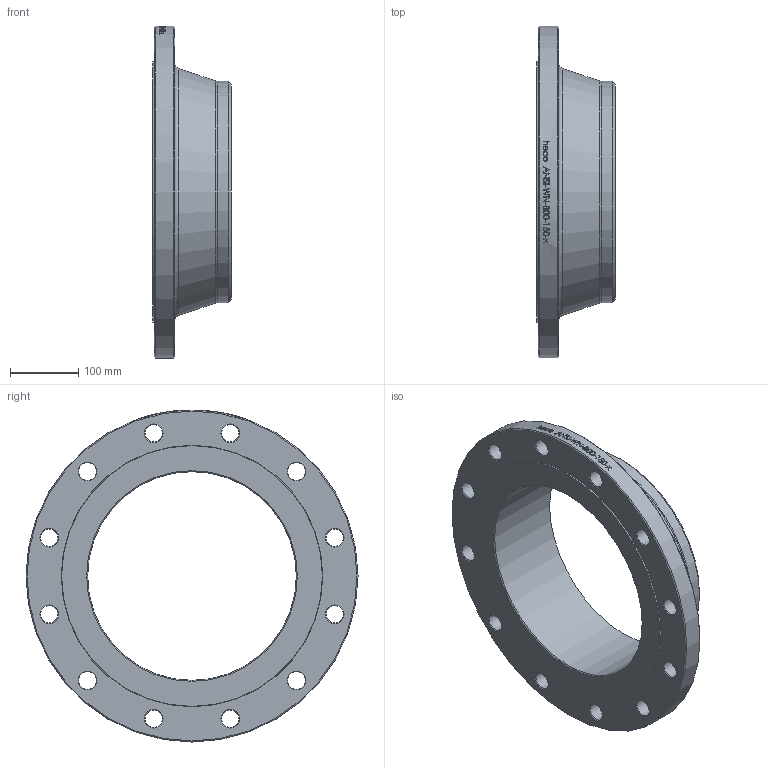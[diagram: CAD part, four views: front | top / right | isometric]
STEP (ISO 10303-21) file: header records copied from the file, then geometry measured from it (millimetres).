
FILE_DESCRIPTION (( 'STEP AP214' ), '1' );
FILE_NAME ('ANSI-WN-B00-150-x Vorschweissflansch ASME B16.5 Class150 2102.STEP', '2021-02-08T10:58:47', ( '' ), ( '' ), 'SwSTEP 2.0', 'SolidWorks 2019', '' );
FILE_SCHEMA (( 'AUTOMOTIVE_DESIGN' ));
Length unit declared in the file: millimetre
Products named in the file (1): ANSI-WN-B00-150-x Vorschweissflansch ASME B16.5 Class150 2102
Bounding box: 115 x 485 x 485 mm (x, y, z)
Volume: 4706783.8 mm3; surface area: 458655.8 mm2
Topology: 1 solids, 1 shells, 80 faces, 333 edges, 285 vertices
Faces by surface type: cylinder 44, cone 30, plane 4, torus 2
Full cylindrical faces by diameter (mm): 25.4 x12, 304.8 x1, 323.8 x1, 485 x1
Entity records: 7768 total; most frequent: CARTESIAN_POINT 4989, ORIENTED_EDGE 538, DIRECTION 415, EDGE_CURVE 269, VERTEX_POINT 269, AXIS2_PLACEMENT_3D 193, EDGE_LOOP 184, B_SPLINE_CURVE_WITH_KNOTS 128
